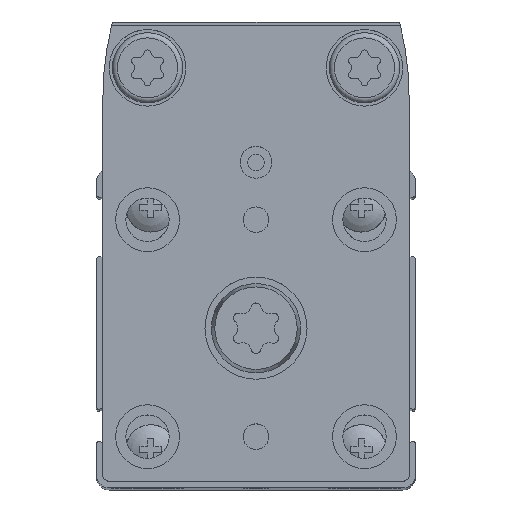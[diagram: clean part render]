
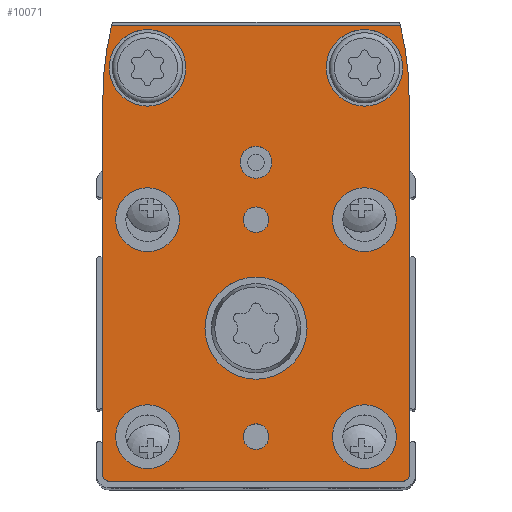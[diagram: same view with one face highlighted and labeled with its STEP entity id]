
A CAD part, top view. The second image highlights one B-rep face of the part: STEP entity #10071.
In plain terms, the highlighted planar face has unit normal (0, 0, 1).
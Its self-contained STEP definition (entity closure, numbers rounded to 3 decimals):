
#816=LINE('',#15679,#1404);
#820=LINE('',#15691,#1408);
#824=LINE('',#15703,#1412);
#829=LINE('',#15714,#1417);
#1404=VECTOR('',#12991,1000.);
#1408=VECTOR('',#13003,1000.);
#1412=VECTOR('',#13015,1000.);
#1417=VECTOR('',#13028,1000.);
#1730=PLANE('',#10934);
#3141=ORIENTED_EDGE('',*,*,#4891,.T.);
#3142=ORIENTED_EDGE('',*,*,#4892,.T.);
#3143=ORIENTED_EDGE('',*,*,#4893,.F.);
#3144=ORIENTED_EDGE('',*,*,#4894,.F.);
#3145=ORIENTED_EDGE('',*,*,#4895,.T.);
#3146=ORIENTED_EDGE('',*,*,#4896,.T.);
#3147=ORIENTED_EDGE('',*,*,#4897,.T.);
#3148=ORIENTED_EDGE('',*,*,#4898,.T.);
#3149=ORIENTED_EDGE('',*,*,#4899,.T.);
#3150=ORIENTED_EDGE('',*,*,#4900,.F.);
#3151=ORIENTED_EDGE('',*,*,#4867,.T.);
#3152=ORIENTED_EDGE('',*,*,#4871,.T.);
#3153=ORIENTED_EDGE('',*,*,#4874,.T.);
#3154=ORIENTED_EDGE('',*,*,#4877,.T.);
#3155=ORIENTED_EDGE('',*,*,#4880,.T.);
#3156=ORIENTED_EDGE('',*,*,#4883,.T.);
#3157=ORIENTED_EDGE('',*,*,#4886,.T.);
#3158=ORIENTED_EDGE('',*,*,#4890,.T.);
#4867=EDGE_CURVE('',#5856,#5855,#6442,.T.);
#4871=EDGE_CURVE('',#5855,#5858,#816,.T.);
#4874=EDGE_CURVE('',#5858,#5860,#6444,.T.);
#4877=EDGE_CURVE('',#5860,#5862,#820,.T.);
#4880=EDGE_CURVE('',#5862,#5864,#6446,.T.);
#4883=EDGE_CURVE('',#5864,#5866,#824,.T.);
#4886=EDGE_CURVE('',#5866,#5868,#6448,.T.);
#4890=EDGE_CURVE('',#5868,#5856,#829,.T.);
#4891=EDGE_CURVE('',#5869,#5869,#6449,.T.);
#4892=EDGE_CURVE('',#5870,#5870,#6450,.T.);
#4893=EDGE_CURVE('',#5871,#5871,#6451,.T.);
#4894=EDGE_CURVE('',#5872,#5872,#6452,.T.);
#4895=EDGE_CURVE('',#5873,#5873,#6453,.T.);
#4896=EDGE_CURVE('',#5874,#5874,#6454,.T.);
#4897=EDGE_CURVE('',#5875,#5875,#6455,.T.);
#4898=EDGE_CURVE('',#5876,#5876,#6456,.T.);
#4899=EDGE_CURVE('',#5877,#5877,#6457,.T.);
#4900=EDGE_CURVE('',#5878,#5878,#6458,.T.);
#5855=VERTEX_POINT('',#15670);
#5856=VERTEX_POINT('',#15672);
#5858=VERTEX_POINT('',#15678);
#5860=VERTEX_POINT('',#15684);
#5862=VERTEX_POINT('',#15690);
#5864=VERTEX_POINT('',#15696);
#5866=VERTEX_POINT('',#15702);
#5868=VERTEX_POINT('',#15708);
#5869=VERTEX_POINT('',#15717);
#5870=VERTEX_POINT('',#15719);
#5871=VERTEX_POINT('',#15721);
#5872=VERTEX_POINT('',#15723);
#5873=VERTEX_POINT('',#15725);
#5874=VERTEX_POINT('',#15727);
#5875=VERTEX_POINT('',#15729);
#5876=VERTEX_POINT('',#15731);
#5877=VERTEX_POINT('',#15733);
#5878=VERTEX_POINT('',#15735);
#6442=CIRCLE('',#10920,24.);
#6444=CIRCLE('',#10924,0.5);
#6446=CIRCLE('',#10928,0.5);
#6448=CIRCLE('',#10932,24.);
#6449=CIRCLE('',#10935,3.);
#6450=CIRCLE('',#10936,3.);
#6451=CIRCLE('',#10937,1.);
#6452=CIRCLE('',#10938,1.);
#6453=CIRCLE('',#10939,4.);
#6454=CIRCLE('',#10940,2.5);
#6455=CIRCLE('',#10941,2.5);
#6456=CIRCLE('',#10942,2.5);
#6457=CIRCLE('',#10943,2.5);
#6458=CIRCLE('',#10944,1.25);
#7051=EDGE_LOOP('',(#3141));
#7052=EDGE_LOOP('',(#3142));
#7053=EDGE_LOOP('',(#3143));
#7054=EDGE_LOOP('',(#3144));
#7055=EDGE_LOOP('',(#3145));
#7056=EDGE_LOOP('',(#3146));
#7057=EDGE_LOOP('',(#3147));
#7058=EDGE_LOOP('',(#3148));
#7059=EDGE_LOOP('',(#3149));
#7060=EDGE_LOOP('',(#3150));
#7061=EDGE_LOOP('',(#3151,#3152,#3153,#3154,#3155,#3156,#3157,#3158));
#7794=FACE_BOUND('',#7051,.T.);
#7795=FACE_BOUND('',#7052,.T.);
#7796=FACE_BOUND('',#7053,.T.);
#7797=FACE_BOUND('',#7054,.T.);
#7798=FACE_BOUND('',#7055,.T.);
#7799=FACE_BOUND('',#7056,.T.);
#7800=FACE_BOUND('',#7057,.T.);
#7801=FACE_BOUND('',#7058,.T.);
#7802=FACE_BOUND('',#7059,.T.);
#7803=FACE_BOUND('',#7060,.T.);
#7804=FACE_BOUND('',#7061,.T.);
#10071=ADVANCED_FACE('',(#7794,#7795,#7796,#7797,#7798,#7799,#7800,#7801,
#7802,#7803,#7804),#1730,.T.);
#10920=AXIS2_PLACEMENT_3D('',#15671,#12984,#12985);
#10924=AXIS2_PLACEMENT_3D('',#15685,#12997,#12998);
#10928=AXIS2_PLACEMENT_3D('',#15697,#13009,#13010);
#10932=AXIS2_PLACEMENT_3D('',#15709,#13021,#13022);
#10934=AXIS2_PLACEMENT_3D('',#15715,#13029,#13030);
#10935=AXIS2_PLACEMENT_3D('',#15716,#13031,#13032);
#10936=AXIS2_PLACEMENT_3D('',#15718,#13033,#13034);
#10937=AXIS2_PLACEMENT_3D('',#15720,#13035,#13036);
#10938=AXIS2_PLACEMENT_3D('',#15722,#13037,#13038);
#10939=AXIS2_PLACEMENT_3D('',#15724,#13039,#13040);
#10940=AXIS2_PLACEMENT_3D('',#15726,#13041,#13042);
#10941=AXIS2_PLACEMENT_3D('',#15728,#13043,#13044);
#10942=AXIS2_PLACEMENT_3D('',#15730,#13045,#13046);
#10943=AXIS2_PLACEMENT_3D('',#15732,#13047,#13048);
#10944=AXIS2_PLACEMENT_3D('',#15734,#13049,#13050);
#12984=DIRECTION('',(0.,0.,1.));
#12985=DIRECTION('',(1.,0.,0.));
#12991=DIRECTION('',(0.,-1.,0.));
#12997=DIRECTION('',(0.,0.,1.));
#12998=DIRECTION('',(1.,0.,0.));
#13003=DIRECTION('',(1.,0.,0.));
#13009=DIRECTION('',(0.,0.,1.));
#13010=DIRECTION('',(1.,0.,0.));
#13015=DIRECTION('',(0.,1.,0.));
#13021=DIRECTION('',(0.,0.,1.));
#13022=DIRECTION('',(1.,0.,0.));
#13028=DIRECTION('',(-1.,0.,0.));
#13029=DIRECTION('',(0.,0.,1.));
#13030=DIRECTION('',(1.,0.,0.));
#13031=DIRECTION('',(0.,0.,-1.));
#13032=DIRECTION('',(-1.,0.,0.));
#13033=DIRECTION('',(0.,0.,-1.));
#13034=DIRECTION('',(-1.,0.,0.));
#13035=DIRECTION('',(0.,0.,1.));
#13036=DIRECTION('',(1.,0.,0.));
#13037=DIRECTION('',(0.,0.,1.));
#13038=DIRECTION('',(1.,0.,0.));
#13039=DIRECTION('',(0.,0.,-1.));
#13040=DIRECTION('',(-1.,0.,0.));
#13041=DIRECTION('',(0.,0.,-1.));
#13042=DIRECTION('',(-1.,0.,0.));
#13043=DIRECTION('',(0.,0.,-1.));
#13044=DIRECTION('',(-1.,0.,0.));
#13045=DIRECTION('',(0.,0.,-1.));
#13046=DIRECTION('',(-1.,0.,0.));
#13047=DIRECTION('',(0.,0.,-1.));
#13048=DIRECTION('',(-1.,0.,0.));
#13049=DIRECTION('',(0.,0.,1.));
#13050=DIRECTION('',(1.,0.,0.));
#15670=CARTESIAN_POINT('',(-12.,18.,6.));
#15671=CARTESIAN_POINT('',(12.,18.,6.));
#15672=CARTESIAN_POINT('',(-11.313,23.7,6.));
#15678=CARTESIAN_POINT('',(-12.,-11.5,6.));
#15679=CARTESIAN_POINT('',(-12.,18.,6.));
#15684=CARTESIAN_POINT('',(-11.5,-12.,6.));
#15685=CARTESIAN_POINT('',(-11.5,-11.5,6.));
#15690=CARTESIAN_POINT('',(11.5,-12.,6.));
#15691=CARTESIAN_POINT('',(-11.5,-12.,6.));
#15696=CARTESIAN_POINT('',(12.,-11.5,6.));
#15697=CARTESIAN_POINT('',(11.5,-11.5,6.));
#15702=CARTESIAN_POINT('',(12.,18.,6.));
#15703=CARTESIAN_POINT('',(12.,-11.5,6.));
#15708=CARTESIAN_POINT('',(11.313,23.7,6.));
#15709=CARTESIAN_POINT('',(-12.,18.,6.));
#15714=CARTESIAN_POINT('',(11.313,23.7,6.));
#15715=CARTESIAN_POINT('',(12.,18.,6.));
#15716=CARTESIAN_POINT('',(8.5,20.4,6.));
#15717=CARTESIAN_POINT('',(5.5,20.4,6.));
#15718=CARTESIAN_POINT('',(-8.5,20.4,6.));
#15719=CARTESIAN_POINT('',(-11.5,20.4,6.));
#15720=CARTESIAN_POINT('',(0.,-8.5,6.));
#15721=CARTESIAN_POINT('',(1.,-8.5,6.));
#15722=CARTESIAN_POINT('',(0.,8.5,6.));
#15723=CARTESIAN_POINT('',(1.,8.5,6.));
#15724=CARTESIAN_POINT('',(0.,0.,6.));
#15725=CARTESIAN_POINT('',(-4.,0.,6.));
#15726=CARTESIAN_POINT('',(8.5,-8.5,6.));
#15727=CARTESIAN_POINT('',(6.,-8.5,6.));
#15728=CARTESIAN_POINT('',(-8.5,8.5,6.));
#15729=CARTESIAN_POINT('',(-11.,8.5,6.));
#15730=CARTESIAN_POINT('',(-8.5,-8.5,6.));
#15731=CARTESIAN_POINT('',(-11.,-8.5,6.));
#15732=CARTESIAN_POINT('',(8.5,8.5,6.));
#15733=CARTESIAN_POINT('',(6.,8.5,6.));
#15734=CARTESIAN_POINT('',(0.,13.,6.));
#15735=CARTESIAN_POINT('',(1.25,13.,6.));
